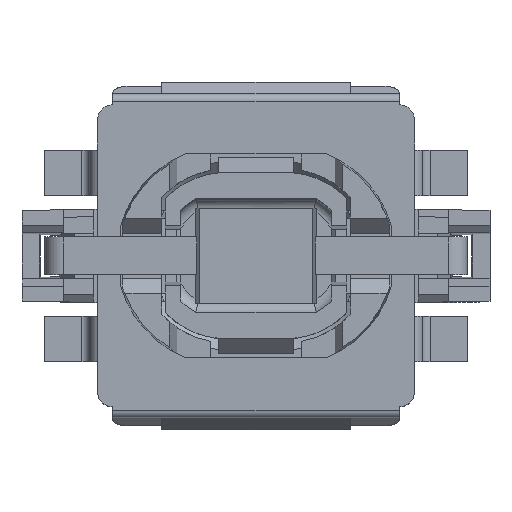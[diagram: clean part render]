
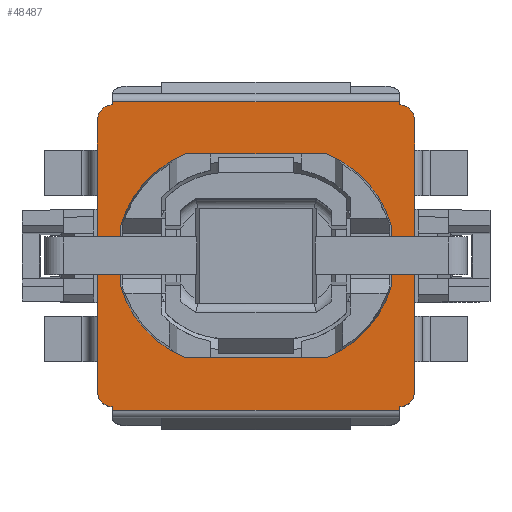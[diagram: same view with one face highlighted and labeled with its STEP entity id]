
A CAD part, top view. The second image highlights one B-rep face of the part: STEP entity #48487.
In plain terms, the highlighted planar face has unit normal (0, 0, 1).
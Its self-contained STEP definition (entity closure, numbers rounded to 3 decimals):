
#48310=CARTESIAN_POINT('',(-2.31,-2.249,-0.1));
#48311=DIRECTION('',(0.0,0.0,1.0));
#48312=DIRECTION('',(1.0,0.0,0.0));
#48313=AXIS2_PLACEMENT_3D('',#48310,#48311,#48312);
#48314=PLANE('',#48313);
#48315=CARTESIAN_POINT('',(1.9,2.042,-0.1));
#48316=VERTEX_POINT('',#48315);
#48317=CARTESIAN_POINT('',(-1.9,2.042,-0.1));
#48318=VERTEX_POINT('',#48317);
#48319=CARTESIAN_POINT('',(1.9,2.042,-0.1));
#48320=DIRECTION('',(-1.0,0.0,0.0));
#48321=VECTOR('',#48320,3.8);
#48322=LINE('',#48319,#48321);
#48323=EDGE_CURVE('',#48316,#48318,#48322,.T.);
#48324=ORIENTED_EDGE('',*,*,#48323,.T.);
#48325=CARTESIAN_POINT('',(-1.9,2.0,-0.1));
#48326=VERTEX_POINT('',#48325);
#48327=CARTESIAN_POINT('',(-1.9,2.042,-0.1));
#48328=DIRECTION('',(0.0,-1.0,0.0));
#48329=VECTOR('',#48328,0.042);
#48330=LINE('',#48327,#48329);
#48331=EDGE_CURVE('',#48318,#48326,#48330,.T.);
#48332=ORIENTED_EDGE('',*,*,#48331,.T.);
#48333=CARTESIAN_POINT('',(-2.1,1.8,-0.1));
#48334=VERTEX_POINT('',#48333);
#48335=CARTESIAN_POINT('',(-1.9,1.8,-0.1));
#48336=DIRECTION('',(0.0,0.0,1.0));
#48337=DIRECTION('',(0.0,1.0,0.0));
#48338=AXIS2_PLACEMENT_3D('',#48335,#48336,#48337);
#48339=CIRCLE('',#48338,0.2);
#48340=EDGE_CURVE('',#48326,#48334,#48339,.T.);
#48341=ORIENTED_EDGE('',*,*,#48340,.T.);
#48342=CARTESIAN_POINT('',(-2.1,-1.8,-0.1));
#48343=VERTEX_POINT('',#48342);
#48344=CARTESIAN_POINT('',(-2.1,1.8,-0.1));
#48345=DIRECTION('',(0.0,-1.0,0.0));
#48346=VECTOR('',#48345,3.6);
#48347=LINE('',#48344,#48346);
#48348=EDGE_CURVE('',#48334,#48343,#48347,.T.);
#48349=ORIENTED_EDGE('',*,*,#48348,.T.);
#48350=CARTESIAN_POINT('',(-1.9,-2.0,-0.1));
#48351=VERTEX_POINT('',#48350);
#48352=CARTESIAN_POINT('',(-1.9,-1.8,-0.1));
#48353=DIRECTION('',(0.0,0.0,1.0));
#48354=DIRECTION('',(-1.0,0.,0.0));
#48355=AXIS2_PLACEMENT_3D('',#48352,#48353,#48354);
#48356=CIRCLE('',#48355,0.2);
#48357=EDGE_CURVE('',#48343,#48351,#48356,.T.);
#48358=ORIENTED_EDGE('',*,*,#48357,.T.);
#48359=CARTESIAN_POINT('',(-1.9,-2.045,-0.1));
#48360=VERTEX_POINT('',#48359);
#48361=CARTESIAN_POINT('',(-1.9,-2.0,-0.1));
#48362=DIRECTION('',(0.0,-1.0,0.0));
#48363=VECTOR('',#48362,0.045);
#48364=LINE('',#48361,#48363);
#48365=EDGE_CURVE('',#48351,#48360,#48364,.T.);
#48366=ORIENTED_EDGE('',*,*,#48365,.T.);
#48367=CARTESIAN_POINT('',(1.9,-2.045,-0.1));
#48368=VERTEX_POINT('',#48367);
#48369=CARTESIAN_POINT('',(-1.9,-2.045,-0.1));
#48370=DIRECTION('',(1.0,0.0,0.0));
#48371=VECTOR('',#48370,3.8);
#48372=LINE('',#48369,#48371);
#48373=EDGE_CURVE('',#48360,#48368,#48372,.T.);
#48374=ORIENTED_EDGE('',*,*,#48373,.T.);
#48375=CARTESIAN_POINT('',(1.9,-2.0,-0.1));
#48376=VERTEX_POINT('',#48375);
#48377=CARTESIAN_POINT('',(1.9,-2.045,-0.1));
#48378=DIRECTION('',(0.0,1.0,0.0));
#48379=VECTOR('',#48378,0.045);
#48380=LINE('',#48377,#48379);
#48381=EDGE_CURVE('',#48368,#48376,#48380,.T.);
#48382=ORIENTED_EDGE('',*,*,#48381,.T.);
#48383=CARTESIAN_POINT('',(2.1,-1.8,-0.1));
#48384=VERTEX_POINT('',#48383);
#48385=CARTESIAN_POINT('',(1.9,-1.8,-0.1));
#48386=DIRECTION('',(0.0,0.0,1.0));
#48387=DIRECTION('',(0.0,-1.0,0.0));
#48388=AXIS2_PLACEMENT_3D('',#48385,#48386,#48387);
#48389=CIRCLE('',#48388,0.2);
#48390=EDGE_CURVE('',#48376,#48384,#48389,.T.);
#48391=ORIENTED_EDGE('',*,*,#48390,.T.);
#48392=CARTESIAN_POINT('',(2.1,1.8,-0.1));
#48393=VERTEX_POINT('',#48392);
#48394=CARTESIAN_POINT('',(2.1,-1.8,-0.1));
#48395=DIRECTION('',(0.0,1.0,0.0));
#48396=VECTOR('',#48395,3.6);
#48397=LINE('',#48394,#48396);
#48398=EDGE_CURVE('',#48384,#48393,#48397,.T.);
#48399=ORIENTED_EDGE('',*,*,#48398,.T.);
#48400=CARTESIAN_POINT('',(1.9,2.0,-0.1));
#48401=VERTEX_POINT('',#48400);
#48402=CARTESIAN_POINT('',(1.9,1.8,-0.1));
#48403=DIRECTION('',(0.0,0.0,1.0));
#48404=DIRECTION('',(1.0,0.0,0.0));
#48405=AXIS2_PLACEMENT_3D('',#48402,#48403,#48404);
#48406=CIRCLE('',#48405,0.2);
#48407=EDGE_CURVE('',#48393,#48401,#48406,.T.);
#48408=ORIENTED_EDGE('',*,*,#48407,.T.);
#48409=CARTESIAN_POINT('',(1.9,2.0,-0.1));
#48410=DIRECTION('',(0.0,1.0,0.0));
#48411=VECTOR('',#48410,0.042);
#48412=LINE('',#48409,#48411);
#48413=EDGE_CURVE('',#48401,#48316,#48412,.T.);
#48414=ORIENTED_EDGE('',*,*,#48413,.T.);
#48415=EDGE_LOOP('',(#48324,#48332,#48341,#48349,#48358,#48366,#48374,#48382,#48391,#48399,#48408,#48414));
#48416=FACE_OUTER_BOUND('',#48415,.T.);
#48417=CARTESIAN_POINT('',(1.8,-0.377,-0.1));
#48418=VERTEX_POINT('',#48417);
#48419=CARTESIAN_POINT('',(0.929,-1.35,-0.1));
#48420=VERTEX_POINT('',#48419);
#48421=CARTESIAN_POINT('',(0.4,0.0,-0.1));
#48422=DIRECTION('',(0.0,0.0,-1.0));
#48423=DIRECTION('',(0.966,-0.26,0.0));
#48424=AXIS2_PLACEMENT_3D('',#48421,#48422,#48423);
#48425=CIRCLE('',#48424,1.45);
#48426=EDGE_CURVE('',#48418,#48420,#48425,.T.);
#48427=ORIENTED_EDGE('',*,*,#48426,.T.);
#48428=CARTESIAN_POINT('',(-0.929,-1.35,-0.1));
#48429=VERTEX_POINT('',#48428);
#48430=CARTESIAN_POINT('',(0.929,-1.35,-0.1));
#48431=DIRECTION('',(-1.0,0.0,0.0));
#48432=VECTOR('',#48431,1.858);
#48433=LINE('',#48430,#48432);
#48434=EDGE_CURVE('',#48420,#48429,#48433,.T.);
#48435=ORIENTED_EDGE('',*,*,#48434,.T.);
#48436=CARTESIAN_POINT('',(-1.8,-0.377,-0.1));
#48437=VERTEX_POINT('',#48436);
#48438=CARTESIAN_POINT('',(-0.4,0.0,-0.1));
#48439=DIRECTION('',(0.0,0.0,-1.0));
#48440=DIRECTION('',(-0.365,-0.931,0.0));
#48441=AXIS2_PLACEMENT_3D('',#48438,#48439,#48440);
#48442=CIRCLE('',#48441,1.45);
#48443=EDGE_CURVE('',#48429,#48437,#48442,.T.);
#48444=ORIENTED_EDGE('',*,*,#48443,.T.);
#48445=CARTESIAN_POINT('',(-1.8,0.377,-0.1));
#48446=VERTEX_POINT('',#48445);
#48447=CARTESIAN_POINT('',(-1.8,-0.377,-0.1));
#48448=DIRECTION('',(0.0,1.0,0.0));
#48449=VECTOR('',#48448,0.755);
#48450=LINE('',#48447,#48449);
#48451=EDGE_CURVE('',#48437,#48446,#48450,.T.);
#48452=ORIENTED_EDGE('',*,*,#48451,.T.);
#48453=CARTESIAN_POINT('',(-0.929,1.35,-0.1));
#48454=VERTEX_POINT('',#48453);
#48455=CARTESIAN_POINT('',(-0.4,0.0,-0.1));
#48456=DIRECTION('',(0.0,0.0,-1.0));
#48457=DIRECTION('',(-0.966,0.26,0.0));
#48458=AXIS2_PLACEMENT_3D('',#48455,#48456,#48457);
#48459=CIRCLE('',#48458,1.45);
#48460=EDGE_CURVE('',#48446,#48454,#48459,.T.);
#48461=ORIENTED_EDGE('',*,*,#48460,.T.);
#48462=CARTESIAN_POINT('',(0.929,1.35,-0.1));
#48463=VERTEX_POINT('',#48462);
#48464=CARTESIAN_POINT('',(-0.929,1.35,-0.1));
#48465=DIRECTION('',(1.0,0.0,0.0));
#48466=VECTOR('',#48465,1.858);
#48467=LINE('',#48464,#48466);
#48468=EDGE_CURVE('',#48454,#48463,#48467,.T.);
#48469=ORIENTED_EDGE('',*,*,#48468,.T.);
#48470=CARTESIAN_POINT('',(1.8,0.377,-0.1));
#48471=VERTEX_POINT('',#48470);
#48472=CARTESIAN_POINT('',(0.4,0.0,-0.1));
#48473=DIRECTION('',(0.0,0.0,-1.0));
#48474=DIRECTION('',(0.365,0.931,0.0));
#48475=AXIS2_PLACEMENT_3D('',#48472,#48473,#48474);
#48476=CIRCLE('',#48475,1.45);
#48477=EDGE_CURVE('',#48463,#48471,#48476,.T.);
#48478=ORIENTED_EDGE('',*,*,#48477,.T.);
#48479=CARTESIAN_POINT('',(1.8,0.377,-0.1));
#48480=DIRECTION('',(0.0,-1.0,0.0));
#48481=VECTOR('',#48480,0.755);
#48482=LINE('',#48479,#48481);
#48483=EDGE_CURVE('',#48471,#48418,#48482,.T.);
#48484=ORIENTED_EDGE('',*,*,#48483,.T.);
#48485=EDGE_LOOP('',(#48427,#48435,#48444,#48452,#48461,#48469,#48478,#48484));
#48486=FACE_BOUND('',#48485,.T.);
#48487=ADVANCED_FACE('',(#48416,#48486),#48314,.T.);
